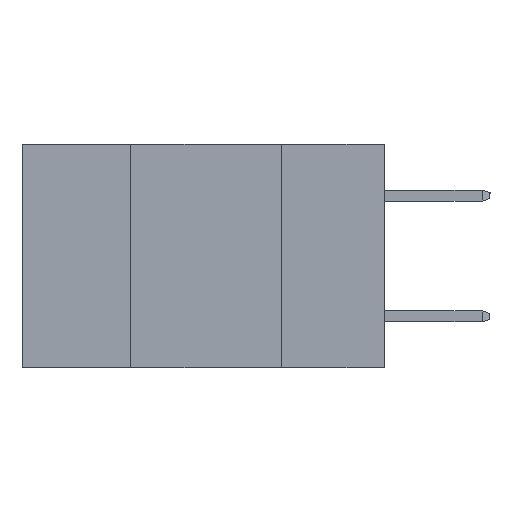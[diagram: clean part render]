
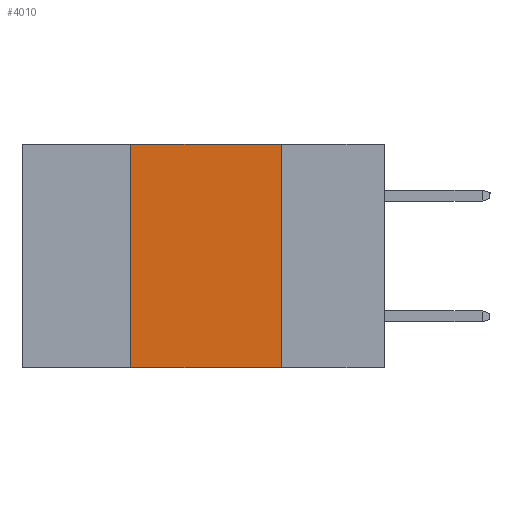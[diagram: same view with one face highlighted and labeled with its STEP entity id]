
A CAD part, left-side view. The second image highlights one B-rep face of the part: STEP entity #4010.
In plain terms, the highlighted planar face has unit normal (-1, 0, 0).
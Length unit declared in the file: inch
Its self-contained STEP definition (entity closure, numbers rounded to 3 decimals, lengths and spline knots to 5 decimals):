
#383 = AXIS2_PLACEMENT_3D ( 'NONE', #7404, #1611, #7458 ) ;
#768 = LINE ( 'NONE', #7589, #2565 ) ;
#1200 = VERTEX_POINT ( 'NONE', #6355 ) ;
#1226 = EDGE_LOOP ( 'NONE', ( #1984, #6101, #10058, #3072 ) ) ;
#1611 = DIRECTION ( 'NONE',  ( 1., 0., 0. ) ) ;
#1733 = DIRECTION ( 'NONE',  ( 0., -1., 0. ) ) ;
#1867 = VECTOR ( 'NONE', #5316, 39.37008 ) ;
#1947 = EDGE_CURVE ( 'NONE', #2517, #10428, #5134, .T. ) ;
#1984 = ORIENTED_EDGE ( 'NONE', *, *, #1947, .F. ) ;
#2517 = VERTEX_POINT ( 'NONE', #10518 ) ;
#2565 = VECTOR ( 'NONE', #9075, 39.37008 ) ;
#2591 = CARTESIAN_POINT ( 'NONE',  ( 0., 0.42, -0.37 ) ) ;
#2649 = LINE ( 'NONE', #2591, #1867 ) ;
#3072 = ORIENTED_EDGE ( 'NONE', *, *, #7795, .T. ) ;
#3351 = FACE_OUTER_BOUND ( 'NONE', #1226, .T. ) ;
#3479 = DIRECTION ( 'NONE',  ( 0., 0., -1. ) ) ;
#4010 = ADVANCED_FACE ( 'NONE', ( #3351 ), #5050, .F. ) ;
#4364 = VECTOR ( 'NONE', #3479, 39.37008 ) ;
#4366 = CARTESIAN_POINT ( 'NONE',  ( 0., 0.17, -0.37 ) ) ;
#4996 = CARTESIAN_POINT ( 'NONE',  ( 0., 0.17, -0.37 ) ) ;
#5050 = PLANE ( 'NONE',  #383 ) ;
#5134 = LINE ( 'NONE', #4366, #4364 ) ;
#5155 = EDGE_CURVE ( 'NONE', #8139, #2517, #6496, .T. ) ;
#5316 = DIRECTION ( 'NONE',  ( 0., 0., 1. ) ) ;
#5552 = CARTESIAN_POINT ( 'NONE',  ( 0., 0.42, 0. ) ) ;
#6101 = ORIENTED_EDGE ( 'NONE', *, *, #5155, .F. ) ;
#6355 = CARTESIAN_POINT ( 'NONE',  ( 0., 0.42, -0.37 ) ) ;
#6496 = LINE ( 'NONE', #10715, #8894 ) ;
#7075 = EDGE_CURVE ( 'NONE', #1200, #8139, #2649, .T. ) ;
#7404 = CARTESIAN_POINT ( 'NONE',  ( 0., 0.6, 0. ) ) ;
#7458 = DIRECTION ( 'NONE',  ( 0., 0., -1. ) ) ;
#7589 = CARTESIAN_POINT ( 'NONE',  ( 0., 0.6, -0.37 ) ) ;
#7795 = EDGE_CURVE ( 'NONE', #1200, #10428, #768, .T. ) ;
#8139 = VERTEX_POINT ( 'NONE', #5552 ) ;
#8894 = VECTOR ( 'NONE', #1733, 39.37008 ) ;
#9075 = DIRECTION ( 'NONE',  ( 0., -1., 0. ) ) ;
#10058 = ORIENTED_EDGE ( 'NONE', *, *, #7075, .F. ) ;
#10428 = VERTEX_POINT ( 'NONE', #4996 ) ;
#10518 = CARTESIAN_POINT ( 'NONE',  ( 0., 0.17, 0. ) ) ;
#10715 = CARTESIAN_POINT ( 'NONE',  ( 0., 0.6, 0. ) ) ;
